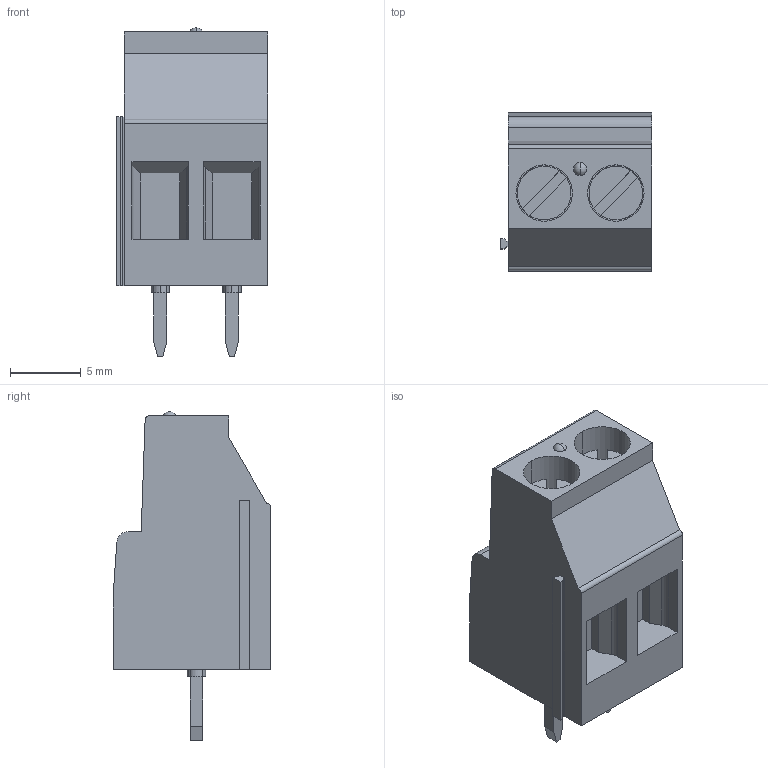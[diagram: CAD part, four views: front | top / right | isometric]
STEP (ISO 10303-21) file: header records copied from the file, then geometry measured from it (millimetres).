
FILE_DESCRIPTION(('STEP AP214'),'1');
FILE_NAME('1711725.stp','2019-06-26T08:16:16',('TraceParts'),('TraceParts S.A.'),'Spatial InterOp 3D',' ',' ');
FILE_SCHEMA(('AUTOMOTIVE_DESIGN { 1 0 10303 214 1 1 1 1 }'));
Length unit declared in the file: millimetre
Products named in the file (1): 1711725_1
Bounding box: 10.73 x 11.2 x 23.3 mm (x, y, z)
Volume: 1584.5 mm3; surface area: 1195.6 mm2
Topology: 3 solids, 3 shells, 109 faces, 275 edges, 182 vertices
Faces by surface type: plane 84, cylinder 23, sphere 2
Entity records: 4174 total; most frequent: CARTESIAN_POINT 569, DIRECTION 556, ORIENTED_EDGE 550, EDGE_CURVE 275, LINE 218, VECTOR 218, VERTEX_POINT 182, AXIS2_PLACEMENT_3D 169
